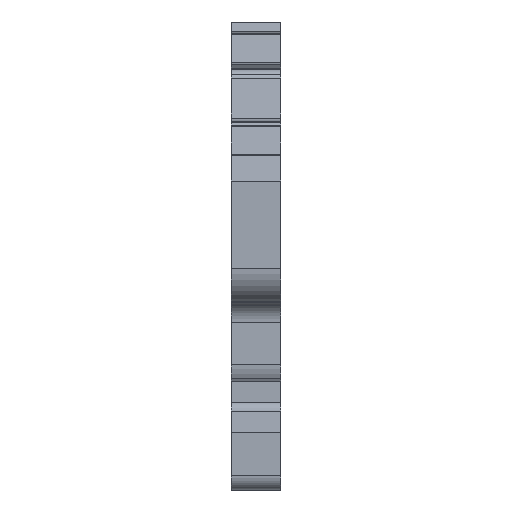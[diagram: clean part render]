
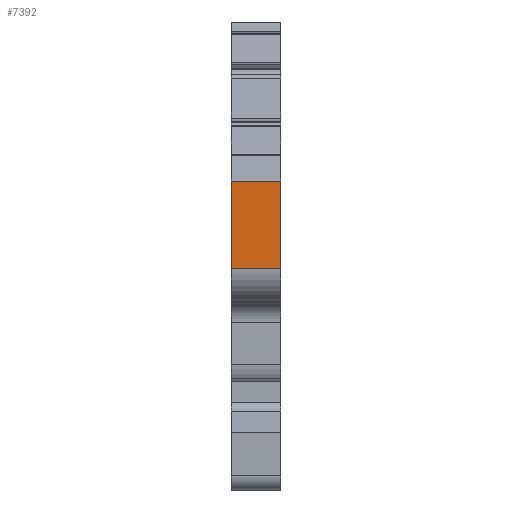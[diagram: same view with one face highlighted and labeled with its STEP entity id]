
A CAD part, left-side view. The second image highlights one B-rep face of the part: STEP entity #7392.
In plain terms, the highlighted planar face has unit normal (-1, 0, 0).
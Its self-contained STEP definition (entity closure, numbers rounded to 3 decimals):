
#1050=ORIENTED_EDGE('',*,*,#2127,.T.);
#1051=ORIENTED_EDGE('',*,*,#2576,.F.);
#1052=ORIENTED_EDGE('',*,*,#2449,.F.);
#1053=ORIENTED_EDGE('',*,*,#2575,.T.);
#2127=EDGE_CURVE('',#2957,#2956,#3505,.T.);
#2449=EDGE_CURVE('',#3269,#3270,#3691,.T.);
#2575=EDGE_CURVE('',#3269,#2957,#3783,.T.);
#2576=EDGE_CURVE('',#3270,#2956,#3784,.T.);
#2956=VERTEX_POINT('',#9971);
#2957=VERTEX_POINT('',#9973);
#3269=VERTEX_POINT('',#10612);
#3270=VERTEX_POINT('',#10614);
#3505=LINE('',#9972,#4123);
#3691=LINE('',#10613,#4309);
#3783=LINE('',#10861,#4401);
#3784=LINE('',#10863,#4402);
#4123=VECTOR('',#8291,1000.);
#4309=VECTOR('',#8761,1000.);
#4401=VECTOR('',#8993,1000.);
#4402=VECTOR('',#8996,1000.);
#4715=EDGE_LOOP('',(#1050,#1051,#1052,#1053));
#5001=FACE_BOUND('',#4715,.T.);
#5262=PLANE('',#7874);
#7392=ADVANCED_FACE('',(#5001),#5262,.F.);
#7874=AXIS2_PLACEMENT_3D('',#10862,#8994,#8995);
#8291=DIRECTION('',(0.,0.,1.));
#8761=DIRECTION('',(0.,0.,1.));
#8993=DIRECTION('',(0.,-1.,0.));
#8994=DIRECTION('',(1.,0.,0.));
#8995=DIRECTION('',(0.,0.,-1.));
#8996=DIRECTION('',(0.,-1.,0.));
#9971=CARTESIAN_POINT('',(-40.15,0.,14.839));
#9972=CARTESIAN_POINT('',(-40.15,0.,8.728));
#9973=CARTESIAN_POINT('',(-40.15,0.,8.728));
#10612=CARTESIAN_POINT('',(-40.15,3.5,8.728));
#10613=CARTESIAN_POINT('',(-40.15,3.5,8.728));
#10614=CARTESIAN_POINT('',(-40.15,3.5,14.839));
#10861=CARTESIAN_POINT('',(-40.15,3.5,8.728));
#10862=CARTESIAN_POINT('',(-40.15,3.5,8.728));
#10863=CARTESIAN_POINT('',(-40.15,3.5,14.839));
